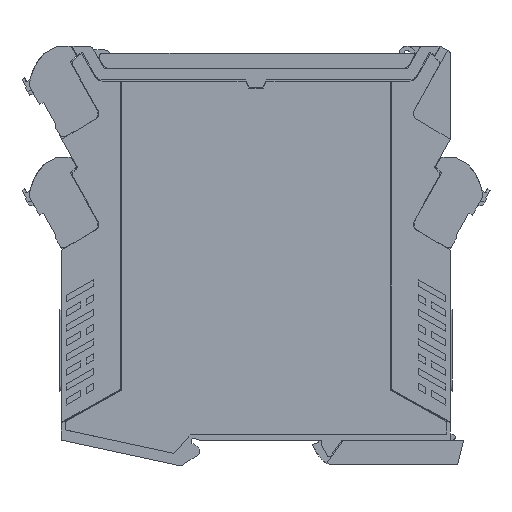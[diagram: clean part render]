
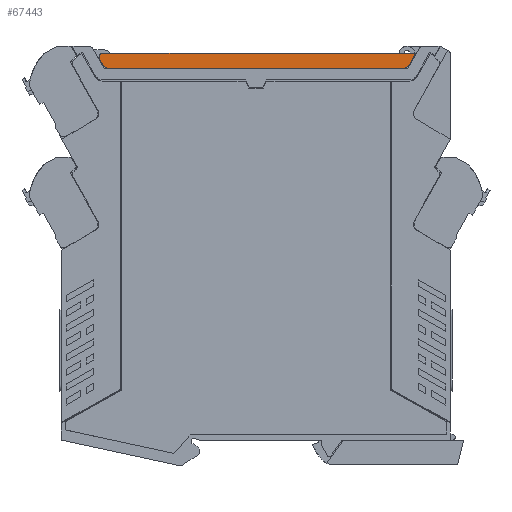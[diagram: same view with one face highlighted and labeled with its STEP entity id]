
A CAD part, left-side view. The second image highlights one B-rep face of the part: STEP entity #67443.
In plain terms, the highlighted planar face has unit normal (-1, 0, 0).
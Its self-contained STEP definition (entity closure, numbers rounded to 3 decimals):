
#66239=AXIS2_PLACEMENT_3D('Circle Axis2P3D',#66237,#66238,$) ;
#67377=AXIS2_PLACEMENT_3D('Circle Axis2P3D',#67375,#67376,$) ;
#67384=AXIS2_PLACEMENT_3D('Circle Axis2P3D',#67382,#67383,$) ;
#67406=AXIS2_PLACEMENT_3D('Plane Axis2P3D',#67403,#67404,#67405) ;
#67410=AXIS2_PLACEMENT_3D('Circle Axis2P3D',#67408,#67409,$) ;
#67422=AXIS2_PLACEMENT_3D('Circle Axis2P3D',#67420,#67421,$) ;
#65600=CARTESIAN_POINT('Vertex',(0.,20.225,112.024)) ;
#65603=CARTESIAN_POINT('Line Origine',(0.,21.059,110.535)) ;
#65607=CARTESIAN_POINT('Vertex',(0.,21.893,109.047)) ;
#65675=CARTESIAN_POINT('Line Origine',(0.,62.694,112.024)) ;
#65679=CARTESIAN_POINT('Vertex',(0.,105.162,112.024)) ;
#66237=CARTESIAN_POINT('Axis2P3D Location',(0.,105.162,111.024)) ;
#66241=CARTESIAN_POINT('Vertex',(0.,106.162,111.024)) ;
#66243=CARTESIAN_POINT('Vertex',(0.,106.035,110.535)) ;
#67375=CARTESIAN_POINT('Axis2P3D Location',(0.,23.638,110.024)) ;
#67379=CARTESIAN_POINT('Vertex',(0.,22.493,108.384)) ;
#67382=CARTESIAN_POINT('Axis2P3D Location',(0.,23.638,110.024)) ;
#67386=CARTESIAN_POINT('Vertex',(0.,23.638,108.024)) ;
#67403=CARTESIAN_POINT('Axis2P3D Location',(0.,63.562,112.024)) ;
#67408=CARTESIAN_POINT('Axis2P3D Location',(0.,105.162,111.024)) ;
#67413=CARTESIAN_POINT('Line Origine',(0.,105.618,109.791)) ;
#67417=CARTESIAN_POINT('Vertex',(0.,105.201,109.047)) ;
#67420=CARTESIAN_POINT('Axis2P3D Location',(0.,103.456,110.024)) ;
#67424=CARTESIAN_POINT('Vertex',(0.,103.456,108.024)) ;
#67427=CARTESIAN_POINT('Line Origine',(0.,63.547,108.024)) ;
#65604=DIRECTION('Vector Direction',(0.,-0.489,0.872)) ;
#65676=DIRECTION('Vector Direction',(0.,1.,0.)) ;
#66238=DIRECTION('Axis2P3D Direction',(-1.,0.,0.)) ;
#67376=DIRECTION('Axis2P3D Direction',(-1.,0.,0.)) ;
#67383=DIRECTION('Axis2P3D Direction',(-1.,0.,0.)) ;
#67404=DIRECTION('Axis2P3D Direction',(-1.,0.,0.)) ;
#67405=DIRECTION('Axis2P3D XDirection',(0.,0.,-1.)) ;
#67409=DIRECTION('Axis2P3D Direction',(-1.,0.,0.)) ;
#67414=DIRECTION('Vector Direction',(0.,0.489,0.872)) ;
#67421=DIRECTION('Axis2P3D Direction',(-1.,0.,0.)) ;
#67428=DIRECTION('Vector Direction',(0.,-1.,0.)) ;
#65605=VECTOR('Line Direction',#65604,1.) ;
#65677=VECTOR('Line Direction',#65676,1.) ;
#67415=VECTOR('Line Direction',#67414,1.) ;
#67429=VECTOR('Line Direction',#67428,1.) ;
#67433=ORIENTED_EDGE('',*,*,#67412,.T.) ;
#67434=ORIENTED_EDGE('',*,*,#66245,.T.) ;
#67435=ORIENTED_EDGE('',*,*,#67419,.T.) ;
#67436=ORIENTED_EDGE('',*,*,#67426,.T.) ;
#67437=ORIENTED_EDGE('',*,*,#67431,.T.) ;
#67438=ORIENTED_EDGE('',*,*,#67388,.T.) ;
#67439=ORIENTED_EDGE('',*,*,#67381,.T.) ;
#67440=ORIENTED_EDGE('',*,*,#65609,.T.) ;
#67441=ORIENTED_EDGE('',*,*,#65681,.T.) ;
#67443=ADVANCED_FACE('COVER',(#67442),#67407,.T.) ;
#66240=CIRCLE('generated circle',#66239,1.) ;
#67378=CIRCLE('generated circle',#67377,2.) ;
#67385=CIRCLE('generated circle',#67384,2.) ;
#67411=CIRCLE('generated circle',#67410,1.) ;
#67423=CIRCLE('generated circle',#67422,2.) ;
#65609=EDGE_CURVE('',#65608,#65601,#65606,.T.) ;
#65681=EDGE_CURVE('',#65601,#65680,#65678,.T.) ;
#66245=EDGE_CURVE('',#66242,#66244,#66240,.T.) ;
#67381=EDGE_CURVE('',#67380,#65608,#67378,.T.) ;
#67388=EDGE_CURVE('',#67387,#67380,#67385,.T.) ;
#67412=EDGE_CURVE('',#65680,#66242,#67411,.T.) ;
#67419=EDGE_CURVE('',#66244,#67418,#67416,.F.) ;
#67426=EDGE_CURVE('',#67418,#67425,#67423,.T.) ;
#67431=EDGE_CURVE('',#67425,#67387,#67430,.T.) ;
#67432=EDGE_LOOP('',(#67433,#67434,#67435,#67436,#67437,#67438,#67439,#67440,#67441)) ;
#67442=FACE_OUTER_BOUND('',#67432,.T.) ;
#65606=LINE('Line',#65603,#65605) ;
#65678=LINE('Line',#65675,#65677) ;
#67416=LINE('Line',#67413,#67415) ;
#67430=LINE('Line',#67427,#67429) ;
#67407=PLANE('',#67406) ;
#65601=VERTEX_POINT('',#65600) ;
#65608=VERTEX_POINT('',#65607) ;
#65680=VERTEX_POINT('',#65679) ;
#66242=VERTEX_POINT('',#66241) ;
#66244=VERTEX_POINT('',#66243) ;
#67380=VERTEX_POINT('',#67379) ;
#67387=VERTEX_POINT('',#67386) ;
#67418=VERTEX_POINT('',#67417) ;
#67425=VERTEX_POINT('',#67424) ;
